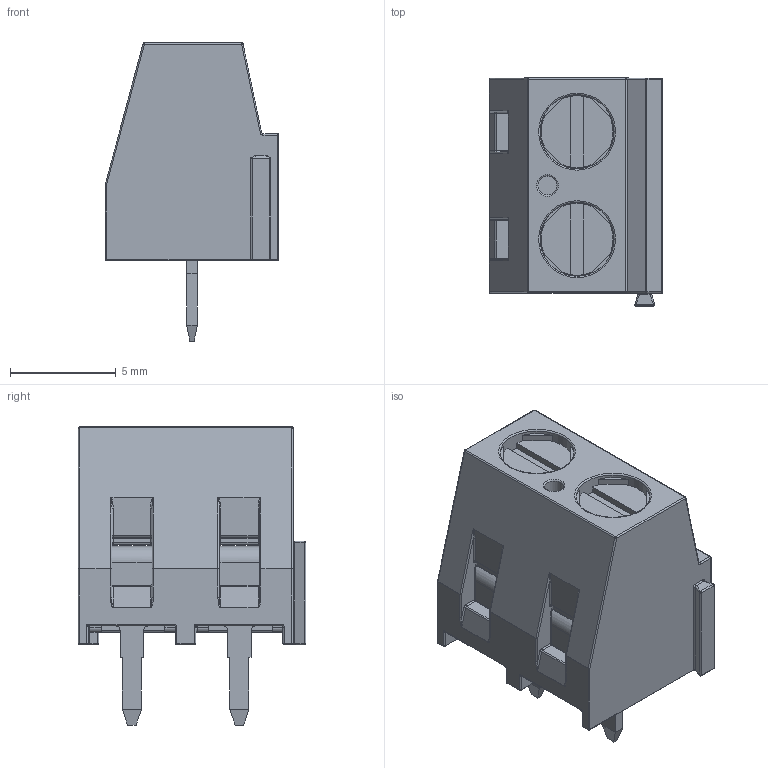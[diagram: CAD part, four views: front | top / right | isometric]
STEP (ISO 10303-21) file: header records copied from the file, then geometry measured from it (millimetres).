
FILE_DESCRIPTION(/* description */ (''),/* implementation_level */ '2;1');
FILE_NAME(/* name */ 'TE - 282837-2.step',/* time_stamp */ '2020-05-08T22:01:24+01:00',/* author */ (''),/* organization */ (''),/* preprocessor_version */ 'ST-DEVELOPER v18.1',/* originating_system */ 'Autodesk Translation Framework v9.2.0.1227',/* authorisation */ '');
FILE_SCHEMA (('AUTOMOTIVE_DESIGN { 1 0 10303 214 3 1 1 }'));
Length unit declared in the file: millimetre
Products named in the file (1): TE - 282837-2
Bounding box: 8.2 x 10.76 x 14.1 mm (x, y, z)
Volume: 435.4 mm3; surface area: 1246.5 mm2
Topology: 1 solids, 1 shells, 663 faces, 1635 edges, 959 vertices
Faces by surface type: cylinder 290, plane 205, bspline 75, sphere 51, torus 40, cone 2
Full cylindrical faces by diameter (mm): 0.9 x1, 2.016 x10, 2.53 x4, 2.58 x4, 2.7 x2, 3.4 x2, 3.5 x2
Entity records: 25740 total; most frequent: CARTESIAN_POINT 10066, DIRECTION 3296, ORIENTED_EDGE 3246, EDGE_CURVE 1623, AXIS2_PLACEMENT_3D 1260, VERTEX_POINT 959, LINE 776, VECTOR 776
